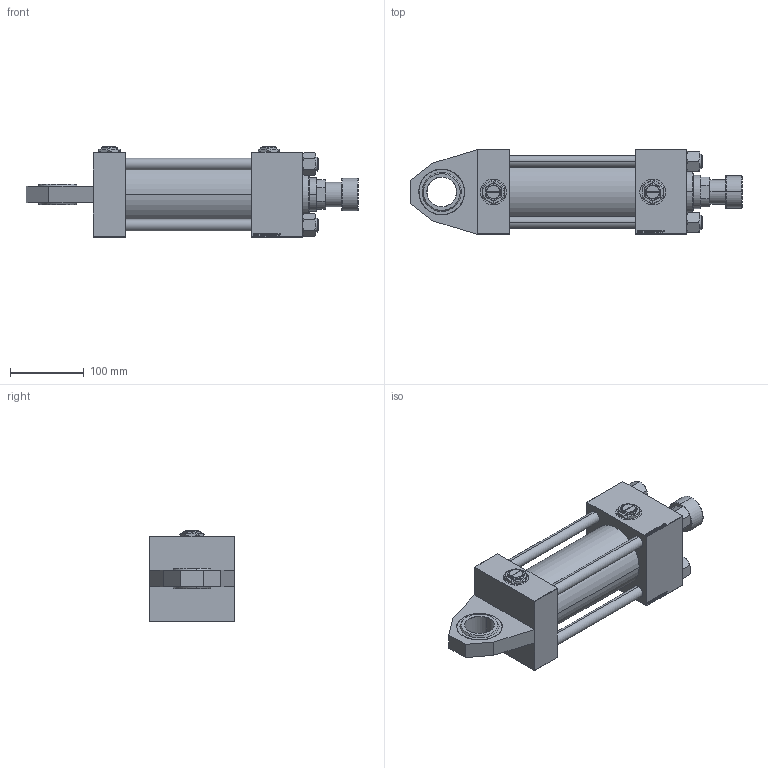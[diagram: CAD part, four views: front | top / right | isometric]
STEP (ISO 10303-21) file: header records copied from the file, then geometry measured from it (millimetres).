
FILE_DESCRIPTION (( 'STEP AP203' ), '1' );
FILE_NAME ('16f8.STEP', '2022-04-16T02:30:21', ( '' ), ( '' ), 'SwSTEP 2.0', 'SolidWorks 2019', '' );
FILE_SCHEMA (( 'CONFIG_CONTROL_DESIGN' ));
Length unit declared in the file: millimetre
Products named in the file (9): Zatka_pro_OIL_PORT fa289c1ef8d0d33098506773a8ec2e42; V215CR_TYCINKA_J fa289c1ef8d0d33098506773a8ec2e42; 16f8; V215CR_VCP_J fa289c1ef8d0d33098506773a8ec2e42; NUT_M5_J fa289c1ef8d0d33098506773a8ec2e42; V215_VC_A fa289c1ef8d0d33098506773a8ec2e42; V215CR_J_Body fa289c1ef8d0d33098506773a8ec2e42; V215CR_J_VNITRNI_KROUZEK fa289c1ef8d0d33098506773a8ec2e42; V215CR_ROD_END_F fa289c1ef8d0d33098506773a8ec2e42
Assembly tree (15 placements, depth 2):
  16f8
    V215CR_J_Body fa289c1ef8d0d33098506773a8ec2e42
    V215CR_J_VNITRNI_KROUZEK fa289c1ef8d0d33098506773a8ec2e42
    V215CR_VCP_J fa289c1ef8d0d33098506773a8ec2e42
    V215CR_TYCINKA_J fa289c1ef8d0d33098506773a8ec2e42  x4
    NUT_M5_J fa289c1ef8d0d33098506773a8ec2e42  x4
    V215_VC_A fa289c1ef8d0d33098506773a8ec2e42
    V215CR_ROD_END_F fa289c1ef8d0d33098506773a8ec2e42
    Zatka_pro_OIL_PORT fa289c1ef8d0d33098506773a8ec2e42  x2
Bounding box: 450 x 115 x 122 mm (x, y, z)
Volume: 2358688.4 mm3; surface area: 411774.3 mm2
Topology: 15 solids, 15 shells, 1307 faces, 3264 edges, 2109 vertices
Faces by surface type: plane 615, bspline 392, cone 172, cylinder 104, torus 24
Entity records: 53067 total; most frequent: CARTESIAN_POINT 27805, ORIENTED_EDGE 5600, DIRECTION 3714, EDGE_CURVE 2800, VERTEX_POINT 1829, LINE 1626, VECTOR 1626, EDGE_LOOP 1247
